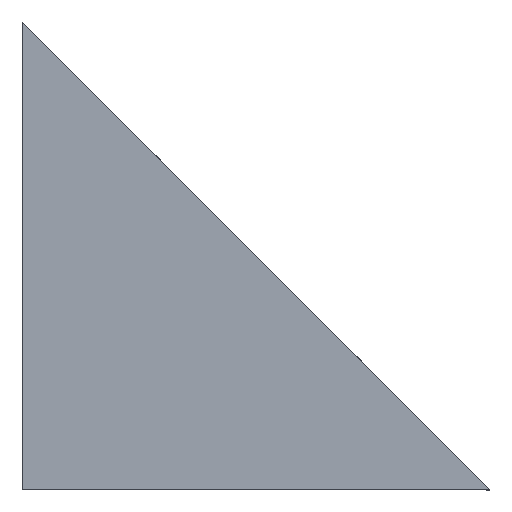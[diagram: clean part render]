
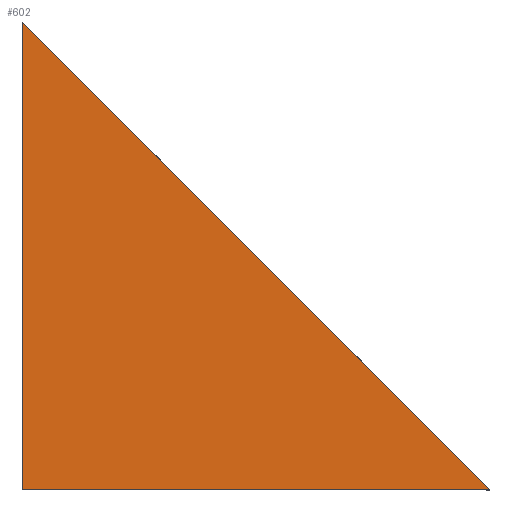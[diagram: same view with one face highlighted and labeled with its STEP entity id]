
A CAD part, top view. The second image highlights one B-rep face of the part: STEP entity #602.
In plain terms, the highlighted planar face has unit normal (0, 0, 1).
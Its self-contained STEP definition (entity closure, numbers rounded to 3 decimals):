
#3 = EDGE_CURVE ( 'NONE', #352, #1091, #350, .T. ) ;
#194 = CARTESIAN_POINT ( 'NONE',  ( 30., 0., 10. ) ) ;
#249 = CARTESIAN_POINT ( 'NONE',  ( 0., 0., 10. ) ) ;
#350 = LINE ( 'NONE', #688, #716 ) ;
#352 = VERTEX_POINT ( 'NONE', #194 ) ;
#356 = AXIS2_PLACEMENT_3D ( 'NONE', #249, #665, #1194 ) ;
#372 = PLANE ( 'NONE',  #356 ) ;
#393 = DIRECTION ( 'NONE',  ( 1., 0., 0. ) ) ;
#455 = EDGE_LOOP ( 'NONE', ( #673, #1019, #551 ) ) ;
#461 = DIRECTION ( 'NONE',  ( -0.707, 0.707, 0. ) ) ;
#551 = ORIENTED_EDGE ( 'NONE', *, *, #1256, .T. ) ;
#602 = ADVANCED_FACE ( 'NONE', ( #829 ), #372, .F. ) ;
#603 = DIRECTION ( 'NONE',  ( 0., -1., 0. ) ) ;
#665 = DIRECTION ( 'NONE',  ( 0., 0., -1. ) ) ;
#673 = ORIENTED_EDGE ( 'NONE', *, *, #871, .T. ) ;
#688 = CARTESIAN_POINT ( 'NONE',  ( 0., 30., 10. ) ) ;
#716 = VECTOR ( 'NONE', #461, 1000. ) ;
#727 = CARTESIAN_POINT ( 'NONE',  ( 30., 0., 10. ) ) ;
#762 = CARTESIAN_POINT ( 'NONE',  ( 0., 30., 10. ) ) ;
#820 = CARTESIAN_POINT ( 'NONE',  ( 0., 0., 10. ) ) ;
#829 = FACE_OUTER_BOUND ( 'NONE', #455, .T. ) ;
#871 = EDGE_CURVE ( 'NONE', #1144, #352, #1309, .T. ) ;
#906 = LINE ( 'NONE', #923, #1146 ) ;
#923 = CARTESIAN_POINT ( 'NONE',  ( 0., 0., 10. ) ) ;
#1019 = ORIENTED_EDGE ( 'NONE', *, *, #3, .T. ) ;
#1091 = VERTEX_POINT ( 'NONE', #762 ) ;
#1144 = VERTEX_POINT ( 'NONE', #820 ) ;
#1146 = VECTOR ( 'NONE', #603, 1000. ) ;
#1157 = VECTOR ( 'NONE', #393, 1000. ) ;
#1194 = DIRECTION ( 'NONE',  ( -1., 0., 0. ) ) ;
#1256 = EDGE_CURVE ( 'NONE', #1091, #1144, #906, .T. ) ;
#1309 = LINE ( 'NONE', #727, #1157 ) ;
